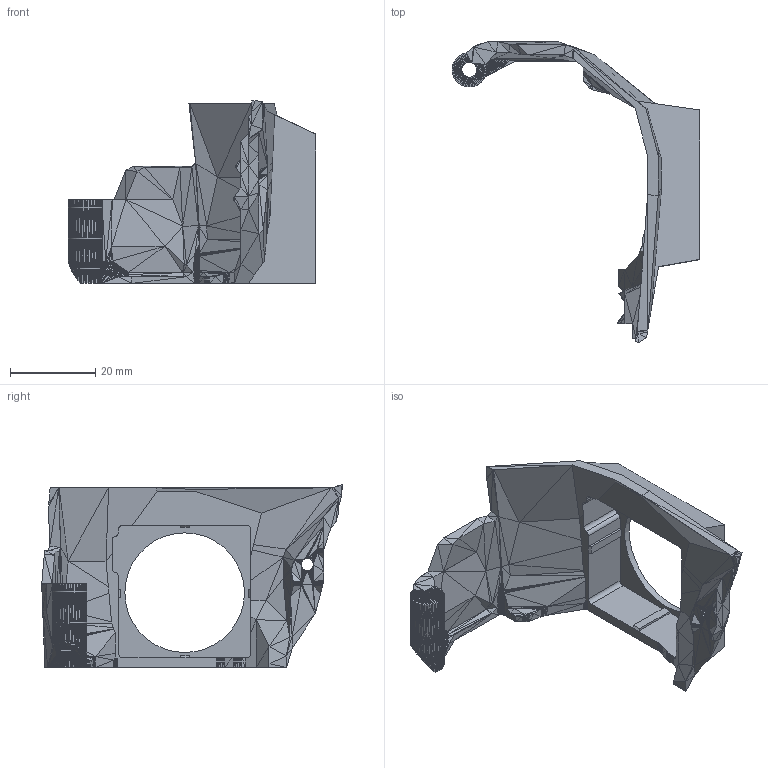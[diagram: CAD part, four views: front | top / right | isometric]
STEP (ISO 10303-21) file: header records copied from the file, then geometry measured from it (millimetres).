
FILE_DESCRIPTION(/* description */ (''),/* implementation_level */ '2;1');
FILE_NAME(/* name */ '3010-fan-cover.step',/* time_stamp */ '2023-11-26T10:29:57-05:00',/* author */ (''),/* organization */ (''),/* preprocessor_version */ 'ST-DEVELOPER v20',/* originating_system */ 'Autodesk Translation Framework v12.14.0.127',/* authorisation */ '');
FILE_SCHEMA (('AUTOMOTIVE_DESIGN { 1 0 10303 214 3 1 1 }'));
Products named in the file (1): cable_cover
Bounding box: 57.92 x 70.35 x 42.82 mm (x, y, z)
Volume: 11468.6 mm3; surface area: 10344.6 mm2
Topology: 1 solids, 1 shells, 2964 faces, 4622 edges, 1654 vertices
Faces by surface type: plane 2955, cylinder 9
Full cylindrical faces by diameter (mm): 28 x1
Entity records: 59462 total; most frequent: DIRECTION 10573, ORIENTED_EDGE 9250, CARTESIAN_POINT 9245, EDGE_CURVE 4625, LINE 4607, VECTOR 4607, AXIS2_PLACEMENT_3D 2983, EDGE_LOOP 2967
